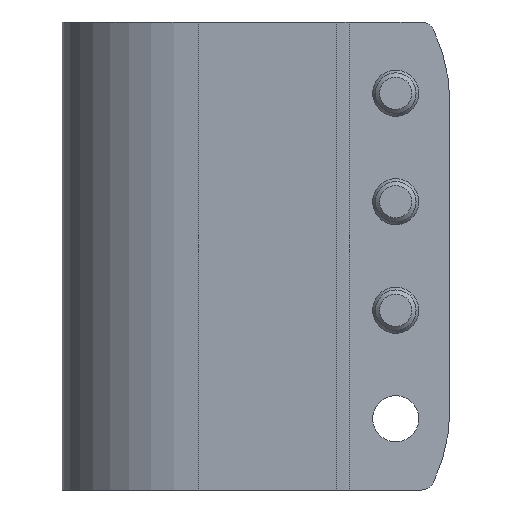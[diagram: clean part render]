
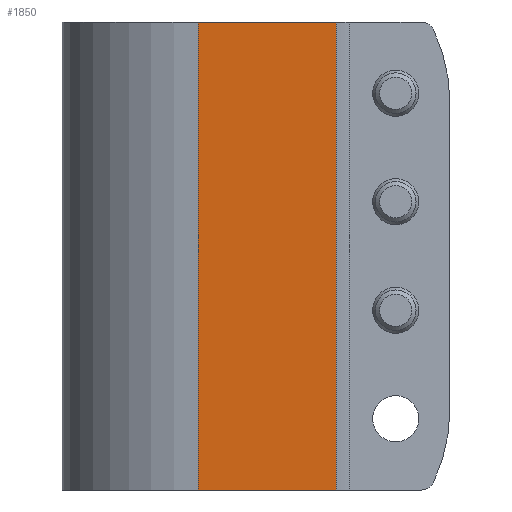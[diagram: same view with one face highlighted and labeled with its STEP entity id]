
A CAD part, front view. The second image highlights one B-rep face of the part: STEP entity #1850.
In plain terms, the highlighted planar face has unit normal (-0.087, -0.996, 0).
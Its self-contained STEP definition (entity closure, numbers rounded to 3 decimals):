
#221=ORIENTED_EDGE('',*,*,#761,.T.);
#222=ORIENTED_EDGE('',*,*,#762,.F.);
#223=ORIENTED_EDGE('',*,*,#763,.F.);
#224=ORIENTED_EDGE('',*,*,#764,.T.);
#761=EDGE_CURVE('',#1031,#1032,#1218,.T.);
#762=EDGE_CURVE('',#1033,#1032,#1219,.T.);
#763=EDGE_CURVE('',#1034,#1033,#1220,.T.);
#764=EDGE_CURVE('',#1034,#1031,#1221,.T.);
#1031=VERTEX_POINT('',#2814);
#1032=VERTEX_POINT('',#2815);
#1033=VERTEX_POINT('',#2817);
#1034=VERTEX_POINT('',#2819);
#1218=LINE('',#2813,#1370);
#1219=LINE('',#2816,#1371);
#1220=LINE('',#2818,#1372);
#1221=LINE('',#2820,#1373);
#1370=VECTOR('',#2214,1000.);
#1371=VECTOR('',#2215,1000.);
#1372=VECTOR('',#2216,1000.);
#1373=VECTOR('',#2217,1000.);
#1519=EDGE_LOOP('',(#221,#222,#223,#224));
#1661=FACE_BOUND('',#1519,.T.);
#1804=PLANE('',#1983);
#1850=ADVANCED_FACE('',(#1661),#1804,.F.);
#1983=AXIS2_PLACEMENT_3D('',#2812,#2212,#2213);
#2212=DIRECTION('',(0.087,0.996,0.));
#2213=DIRECTION('',(-0.996,0.087,0.));
#2214=DIRECTION('',(0.996,-0.087,0.));
#2215=DIRECTION('',(0.,0.,-1.));
#2216=DIRECTION('',(0.996,-0.087,0.));
#2217=DIRECTION('',(0.,0.,-1.));
#2812=CARTESIAN_POINT('',(0.,1.811,34.5));
#2813=CARTESIAN_POINT('',(0.,1.811,0.));
#2814=CARTESIAN_POINT('',(10.041,0.933,0.));
#2815=CARTESIAN_POINT('',(20.222,0.042,0.));
#2816=CARTESIAN_POINT('',(20.222,0.042,48.));
#2817=CARTESIAN_POINT('',(20.222,0.042,34.5));
#2818=CARTESIAN_POINT('',(0.,1.811,34.5));
#2819=CARTESIAN_POINT('',(10.041,0.933,34.5));
#2820=CARTESIAN_POINT('',(10.041,0.933,48.));
